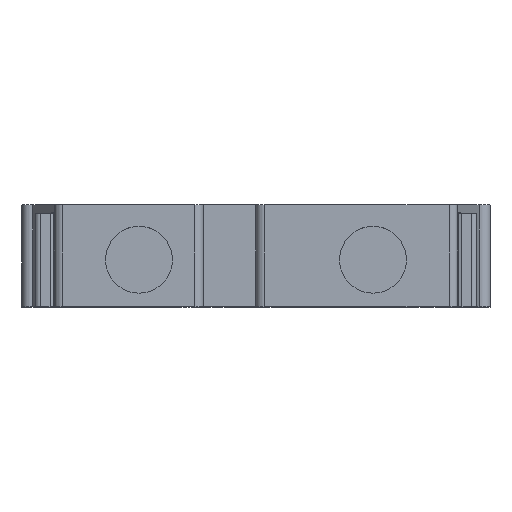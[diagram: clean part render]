
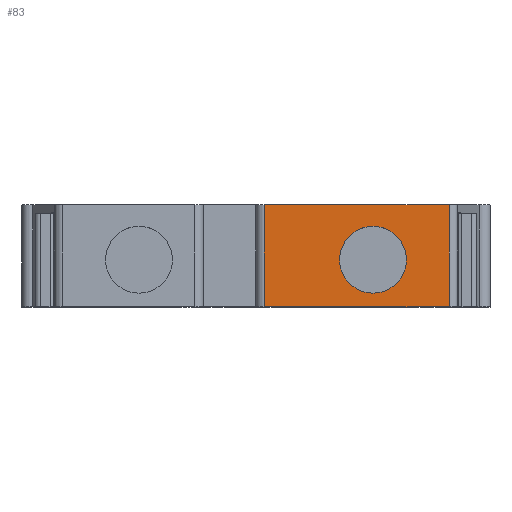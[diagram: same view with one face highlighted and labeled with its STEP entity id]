
A CAD part, top view. The second image highlights one B-rep face of the part: STEP entity #83.
In plain terms, the highlighted planar face has unit normal (0, 0, 1).
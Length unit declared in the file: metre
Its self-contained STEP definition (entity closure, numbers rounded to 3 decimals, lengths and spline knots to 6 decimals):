
#83 = ADVANCED_FACE( '', ( #213, #214 ), #215, .F. );
#213 = FACE_OUTER_BOUND( '', #461, .T. );
#214 = FACE_BOUND( '', #462, .T. );
#215 = PLANE( '', #463 );
#461 = EDGE_LOOP( '', ( #740, #741, #742, #743 ) );
#462 = EDGE_LOOP( '', ( #744 ) );
#463 = AXIS2_PLACEMENT_3D( '', #745, #746, #747 );
#740 = ORIENTED_EDGE( '', *, *, #1643, .T. );
#741 = ORIENTED_EDGE( '', *, *, #1644, .F. );
#742 = ORIENTED_EDGE( '', *, *, #1645, .F. );
#743 = ORIENTED_EDGE( '', *, *, #1646, .T. );
#744 = ORIENTED_EDGE( '', *, *, #1647, .T. );
#745 = CARTESIAN_POINT( '', ( 0.0005, -0.00305, 0.040268 ) );
#746 = DIRECTION( '', ( 0., 0., -1. ) );
#747 = DIRECTION( '', ( -1., 0., 0. ) );
#1643 = EDGE_CURVE( '', #1959, #1960, #1961, .T. );
#1644 = EDGE_CURVE( '', #1962, #1960, #1963, .T. );
#1645 = EDGE_CURVE( '', #1964, #1962, #1965, .T. );
#1646 = EDGE_CURVE( '', #1964, #1959, #1966, .T. );
#1647 = EDGE_CURVE( '', #1967, #1967, #1968, .T. );
#1959 = VERTEX_POINT( '', #2467 );
#1960 = VERTEX_POINT( '', #2468 );
#1961 = LINE( '', #2469, #2470 );
#1962 = VERTEX_POINT( '', #2471 );
#1963 = LINE( '', #2472, #2473 );
#1964 = VERTEX_POINT( '', #2474 );
#1965 = LINE( '', #2475, #2476 );
#1966 = LINE( '', #2477, #2478 );
#1967 = VERTEX_POINT( '', #2479 );
#1968 = CIRCLE( '', #2480, 0.002 );
#2467 = CARTESIAN_POINT( '', ( 0.011559, 0.00305, 0.040268 ) );
#2468 = CARTESIAN_POINT( '', ( 0.0005, 0.00305, 0.040268 ) );
#2469 = CARTESIAN_POINT( '', ( 0.0005, 0.00305, 0.040268 ) );
#2470 = VECTOR( '', #3151, 1. );
#2471 = CARTESIAN_POINT( '', ( 0.0005, -0.00305, 0.040268 ) );
#2472 = CARTESIAN_POINT( '', ( 0.0005, -0.00305, 0.040268 ) );
#2473 = VECTOR( '', #3152, 1. );
#2474 = CARTESIAN_POINT( '', ( 0.011559, -0.00305, 0.040268 ) );
#2475 = CARTESIAN_POINT( '', ( 0.0005, -0.00305, 0.040268 ) );
#2476 = VECTOR( '', #3153, 1. );
#2477 = CARTESIAN_POINT( '', ( 0.011559, -0.00305, 0.040268 ) );
#2478 = VECTOR( '', #3154, 1. );
#2479 = CARTESIAN_POINT( '', ( 0.009, -0.00025, 0.040268 ) );
#2480 = AXIS2_PLACEMENT_3D( '', #3155, #3156, #3157 );
#3151 = DIRECTION( '', ( -1., 0., 0. ) );
#3152 = DIRECTION( '', ( 0., 1., 0. ) );
#3153 = DIRECTION( '', ( -1., 0., 0. ) );
#3154 = DIRECTION( '', ( 0., 1., 0. ) );
#3155 = CARTESIAN_POINT( '', ( 0.007, -0.00025, 0.040268 ) );
#3156 = DIRECTION( '', ( 0., 0., -1. ) );
#3157 = DIRECTION( '', ( 1., 0., 0. ) );
